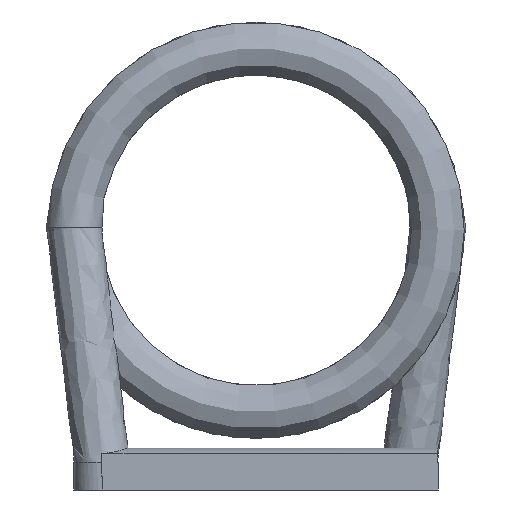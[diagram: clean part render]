
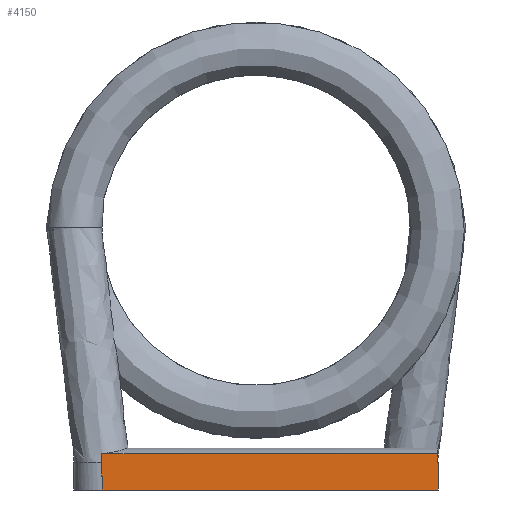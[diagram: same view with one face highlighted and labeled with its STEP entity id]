
A CAD part, left-side view. The second image highlights one B-rep face of the part: STEP entity #4150.
In plain terms, the highlighted planar face has unit normal (-1, 0, 0).
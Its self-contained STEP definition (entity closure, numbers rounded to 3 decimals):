
#3549 = VERTEX_POINT('',#3550);
#3550 = CARTESIAN_POINT('',(-6.079,3.173,0.573));
#3804 = VERTEX_POINT('',#3805);
#3805 = CARTESIAN_POINT('',(-6.079,-3.745,0.744));
#3812 = EDGE_CURVE('',#3813,#3804,#3815,.T.);
#3813 = VERTEX_POINT('',#3814);
#3814 = CARTESIAN_POINT('',(-6.079,3.173,0.744));
#3815 = LINE('',#3816,#3817);
#3816 = CARTESIAN_POINT('',(-6.079,3.173,0.744));
#3817 = VECTOR('',#3818,1.);
#3818 = DIRECTION('',(0.,-1.,0.));
#3836 = EDGE_CURVE('',#3813,#3549,#3837,.T.);
#3837 = LINE('',#3838,#3839);
#3838 = CARTESIAN_POINT('',(-6.079,3.173,0.744));
#3839 = VECTOR('',#3840,1.);
#3840 = DIRECTION('',(0.,0.,-1.));
#3886 = EDGE_CURVE('',#3549,#3887,#3889,.T.);
#3887 = VERTEX_POINT('',#3888);
#3888 = CARTESIAN_POINT('',(-6.079,3.173,0.286));
#3889 = LINE('',#3890,#3891);
#3890 = CARTESIAN_POINT('',(-6.079,3.173,0.744));
#3891 = VECTOR('',#3892,1.);
#3892 = DIRECTION('',(0.,0.,-1.));
#4150 = ADVANCED_FACE('',(#4151),#4202,.F.);
#4151 = FACE_BOUND('',#4152,.F.);
#4152 = EDGE_LOOP('',(#4153,#4154,#4155,#4163,#4171,#4179,#4187,#4195,
#4201));
#4153 = ORIENTED_EDGE('',*,*,#3836,.F.);
#4154 = ORIENTED_EDGE('',*,*,#3812,.T.);
#4155 = ORIENTED_EDGE('',*,*,#4156,.T.);
#4156 = EDGE_CURVE('',#3804,#4157,#4159,.T.);
#4157 = VERTEX_POINT('',#4158);
#4158 = CARTESIAN_POINT('',(-6.079,-3.745,0.573));
#4159 = LINE('',#4160,#4161);
#4160 = CARTESIAN_POINT('',(-6.079,-3.745,0.744));
#4161 = VECTOR('',#4162,1.);
#4162 = DIRECTION('',(0.,0.,-1.));
#4163 = ORIENTED_EDGE('',*,*,#4164,.F.);
#4164 = EDGE_CURVE('',#4165,#4157,#4167,.T.);
#4165 = VERTEX_POINT('',#4166);
#4166 = CARTESIAN_POINT('',(-6.079,-3.756,0.573));
#4167 = LINE('',#4168,#4169);
#4168 = CARTESIAN_POINT('',(-6.079,-3.756,0.573));
#4169 = VECTOR('',#4170,1.);
#4170 = DIRECTION('',(0.,1.,0.));
#4171 = ORIENTED_EDGE('',*,*,#4172,.F.);
#4172 = EDGE_CURVE('',#4173,#4165,#4175,.T.);
#4173 = VERTEX_POINT('',#4174);
#4174 = CARTESIAN_POINT('',(-6.079,-3.756,0.));
#4175 = LINE('',#4176,#4177);
#4176 = CARTESIAN_POINT('',(-6.079,-3.756,0.));
#4177 = VECTOR('',#4178,1.);
#4178 = DIRECTION('',(0.,0.,1.));
#4179 = ORIENTED_EDGE('',*,*,#4180,.T.);
#4180 = EDGE_CURVE('',#4173,#4181,#4183,.T.);
#4181 = VERTEX_POINT('',#4182);
#4182 = CARTESIAN_POINT('',(-6.079,3.162,0.));
#4183 = LINE('',#4184,#4185);
#4184 = CARTESIAN_POINT('',(-6.079,-3.756,0.));
#4185 = VECTOR('',#4186,1.);
#4186 = DIRECTION('',(0.,1.,0.));
#4187 = ORIENTED_EDGE('',*,*,#4188,.T.);
#4188 = EDGE_CURVE('',#4181,#4189,#4191,.T.);
#4189 = VERTEX_POINT('',#4190);
#4190 = CARTESIAN_POINT('',(-6.079,3.162,0.286));
#4191 = LINE('',#4192,#4193);
#4192 = CARTESIAN_POINT('',(-6.079,3.162,0.));
#4193 = VECTOR('',#4194,1.);
#4194 = DIRECTION('',(0.,0.,1.));
#4195 = ORIENTED_EDGE('',*,*,#4196,.F.);
#4196 = EDGE_CURVE('',#3887,#4189,#4197,.T.);
#4197 = LINE('',#4198,#4199);
#4198 = CARTESIAN_POINT('',(-6.079,3.173,0.286));
#4199 = VECTOR('',#4200,1.);
#4200 = DIRECTION('',(0.,-1.,0.));
#4201 = ORIENTED_EDGE('',*,*,#3886,.F.);
#4202 = PLANE('',#4203);
#4203 = AXIS2_PLACEMENT_3D('',#4204,#4205,#4206);
#4204 = CARTESIAN_POINT('',(-6.079,3.173,0.744));
#4205 = DIRECTION('',(1.,0.,0.));
#4206 = DIRECTION('',(0.,0.,-1.));
